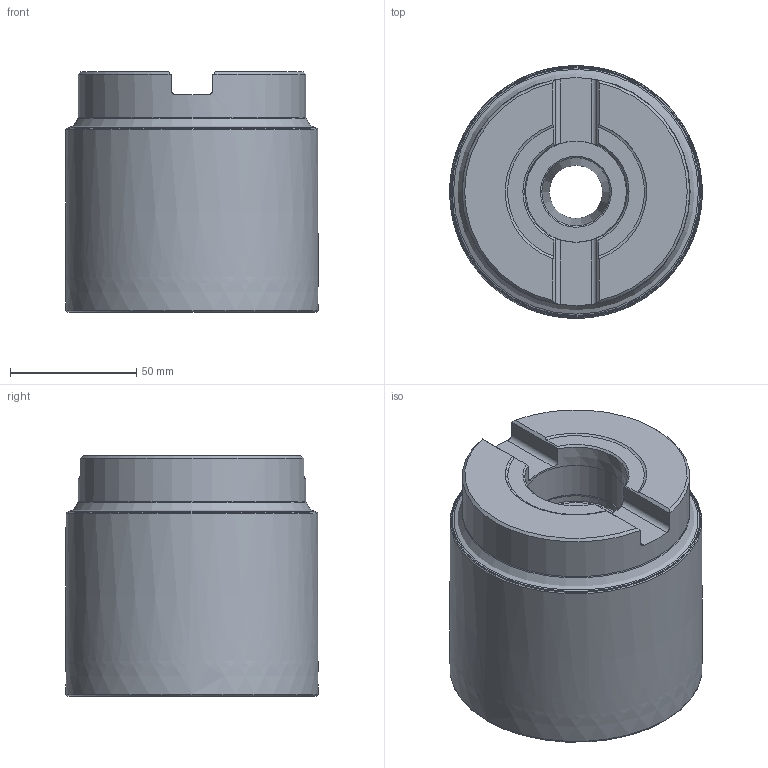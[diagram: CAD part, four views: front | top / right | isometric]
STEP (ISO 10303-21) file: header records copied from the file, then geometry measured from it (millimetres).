
FILE_DESCRIPTION(/* description */ (''),/* implementation_level */ '2;1');
FILE_NAME(/* name */ 'R220.69-0100-071-XO16.6A_Basic.stp',/* time_stamp */ '2021-05-06T15:13:22+06:00',/* author */ (''),/* organization */ (''),/* preprocessor_version */ 'ST-DEVELOPER v16.7',/* originating_system */ 'SIEMENS PLM Software NX 12.0',/* authorisation */ '');
FILE_SCHEMA (('AUTOMOTIVE_DESIGN { 1 0 10303 214 3 1 1 1 }'));
Length unit declared in the file: millimetre
Products named in the file (4): CUT; NOCUT; ASSEMBLY_CONSTRUCTION; inpu43202796mxsg
Assembly tree (3 placements, depth 2):
  inpu43202796mxsg
    ASSEMBLY_CONSTRUCTION
    NOCUT
    CUT
Bounding box: 99.82 x 99.85 x 95 mm (x, y, z)
Volume: 774648.7 mm3; surface area: 96687.9 mm2
Topology: 2 solids, 2 shells, 93 faces, 223 edges, 177 vertices
Faces by surface type: revolution 32, cone 20, plane 17, torus 15, cylinder 9
Full cylindrical faces by diameter (mm): 21 x1, 40.008 x1, 41 x1, 42 x1, 90 x1
Entity records: 3424 total; most frequent: CARTESIAN_POINT 1074, DIRECTION 440, ORIENTED_EDGE 272, AXIS2_PLACEMENT_3D 192, EDGE_LOOP 162, FACE_BOUND 138, EDGE_CURVE 136, VERTEX_POINT 112
